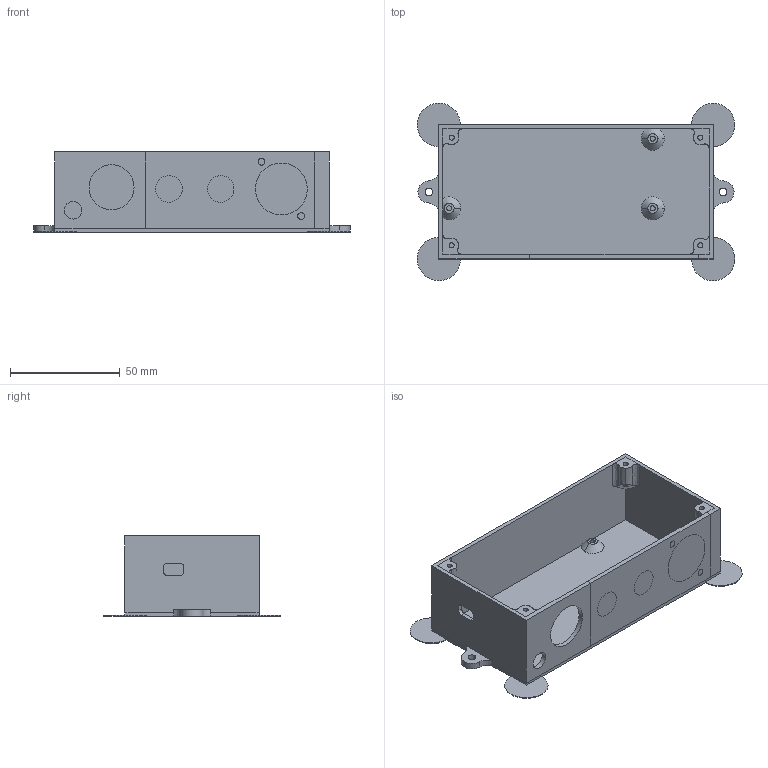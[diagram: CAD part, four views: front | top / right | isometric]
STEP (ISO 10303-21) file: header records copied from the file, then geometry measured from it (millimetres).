
FILE_DESCRIPTION(/* description */ (''),/* implementation_level */ '2;1');
FILE_NAME(/* name */ 'ENCL~UJY',/* time_stamp */ '2015-04-07T14:13:50-07:00',/* author */ (''),/* organization */ (''),/* preprocessor_version */ 'ST-DEVELOPER v15',/* originating_system */ '',/* authorisation */ '');
FILE_SCHEMA (('AUTOMOTIVE_DESIGN'));
Length unit declared in the file: millimetre
Products named in the file (1): Document
Bounding box: 144.47 x 80.67 x 36.5 mm (x, y, z)
Volume: 38750.7 mm3; surface area: 43543.3 mm2
Topology: 1 solids, 1 shells, 122 faces, 309 edges, 203 vertices
Faces by surface type: plane 62, bspline 60
Entity records: 3861 total; most frequent: CARTESIAN_POINT 1919, ORIENTED_EDGE 618, EDGE_CURVE 309, VERTEX_POINT 203, B_SPLINE_CURVE_WITH_KNOTS 171, EDGE_LOOP 154, ADVANCED_FACE 122, FACE_OUTER_BOUND 122
